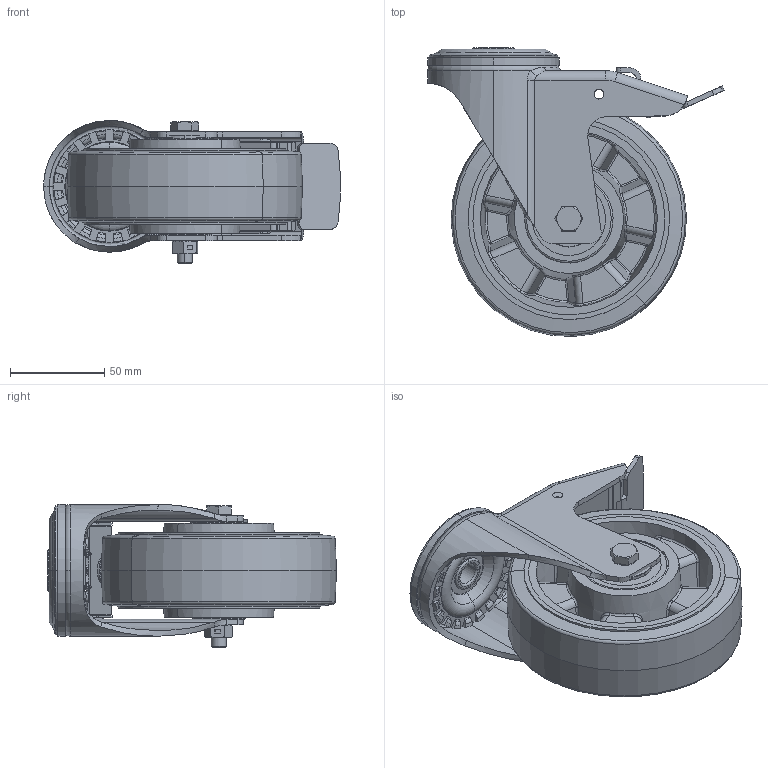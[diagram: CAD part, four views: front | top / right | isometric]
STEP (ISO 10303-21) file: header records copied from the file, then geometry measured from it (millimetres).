
FILE_DESCRIPTION (( 'STEP AP214' ), '1' );
FILE_NAME ('0055817.step', '2023-07-28T09:16:29', ( '' ), ( '' ), 'SwSTEP 2.0', 'SolidWorks 2020', '' );
FILE_SCHEMA (( 'AUTOMOTIVE_DESIGN' ));
Length unit declared in the file: millimetre
Products named in the file (1): 0055817
Bounding box: 157.58 x 153.47 x 76 mm (x, y, z)
Surface area: 190286.7 mm2 (no closed solid volume)
Topology: 0 solids, 24 shells, 942 faces, 2430 edges, 1512 vertices
Faces by surface type: cylinder 238, plane 232, torus 182, cone 112, bspline 104, sphere 74
Entity records: 45649 total; most frequent: CARTESIAN_POINT 13091, DIRECTION 4679, ORIENTED_EDGE 4421, EDGE_CURVE 2430, AXIS2_PLACEMENT_3D 1979, VERTEX_POINT 1512, CIRCLE 1140, EDGE_LOOP 1006
